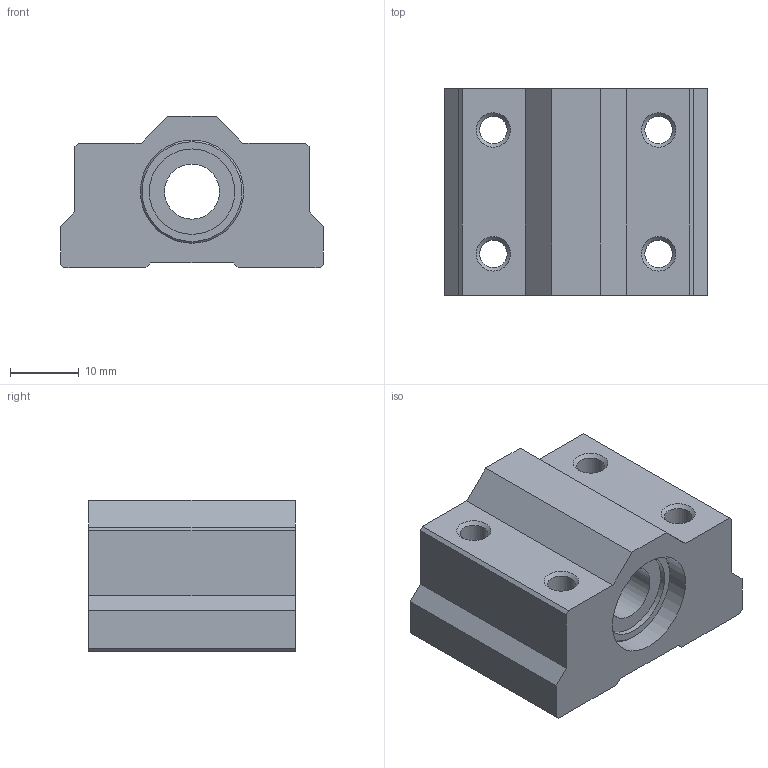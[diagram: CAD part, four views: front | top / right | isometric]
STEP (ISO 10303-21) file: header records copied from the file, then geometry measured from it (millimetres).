
FILE_DESCRIPTION(('FreeCAD Model'),'2;1');
FILE_NAME('Open CASCADE Shape Model','2022-01-04T15:16:24',(''),(''), 'Open CASCADE STEP processor 7.5','FreeCAD','Unknown');
FILE_SCHEMA(('AUTOMOTIVE_DESIGN { 1 0 10303 214 1 1 1 1 }'));
Length unit declared in the file: millimetre
Products named in the file (4): SC8UU; Center; Metal; Case
Assembly tree (3 placements, depth 2):
  SC8UU
    Center
    Metal
    Case
Bounding box: 38.2 x 30 x 22 mm (x, y, z)
Volume: 16952.5 mm3; surface area: 10453.5 mm2
Topology: 3 solids, 3 shells, 53 faces, 119 edges, 76 vertices
Faces by surface type: plane 30, cylinder 13, cone 10
Full cylindrical faces by diameter (mm): 4 x4, 8 x1, 12.4 x2, 13.4 x2, 15 x4
Entity records: 3096 total; most frequent: CARTESIAN_POINT 586, DIRECTION 441, ORIENTED_EDGE 238, PCURVE 238, DEFINITIONAL_REPRESENTATION 238, LINE 235, VECTOR 235, EDGE_CURVE 119
